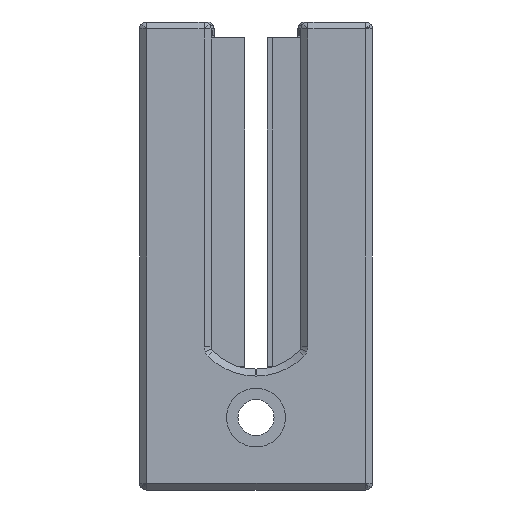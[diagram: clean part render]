
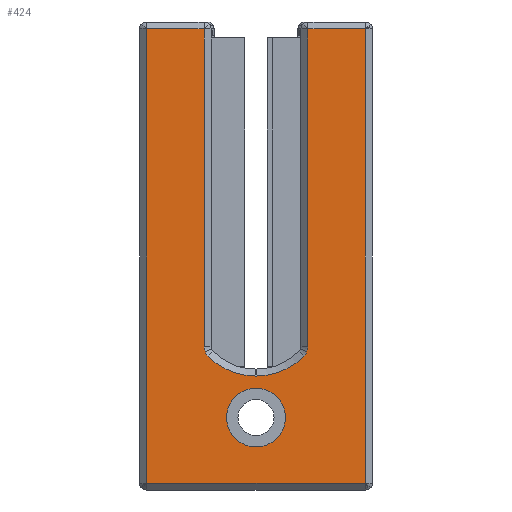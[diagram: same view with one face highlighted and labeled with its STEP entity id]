
A CAD part, left-side view. The second image highlights one B-rep face of the part: STEP entity #424.
In plain terms, the highlighted planar face has unit normal (-1, 0, 0).
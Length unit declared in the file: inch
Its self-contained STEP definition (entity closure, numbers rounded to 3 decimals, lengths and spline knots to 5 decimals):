
#424=ADVANCED_FACE('',(#895,#896),#897,.F.);
#895=FACE_OUTER_BOUND('',#1430,.T.);
#896=FACE_BOUND('',#1431,.T.);
#897=PLANE('',#1432);
#1430=EDGE_LOOP('',(#2510,#2511,#2512,#2513,#2514,#2515,#2516,#2517,#2518,#2519,#2520,#2521,#2522,#2523));
#1431=EDGE_LOOP('',(#2524,#2525,#2526,#2527,#2528,#2529));
#1432=AXIS2_PLACEMENT_3D('',#2530,#2531,#2532);
#2510=ORIENTED_EDGE('',*,*,#3238,.F.);
#2511=ORIENTED_EDGE('',*,*,#3376,.F.);
#2512=ORIENTED_EDGE('',*,*,#3401,.F.);
#2513=ORIENTED_EDGE('',*,*,#3383,.F.);
#2514=ORIENTED_EDGE('',*,*,#3599,.F.);
#2515=ORIENTED_EDGE('',*,*,#3600,.F.);
#2516=ORIENTED_EDGE('',*,*,#3587,.F.);
#2517=ORIENTED_EDGE('',*,*,#3601,.F.);
#2518=ORIENTED_EDGE('',*,*,#3465,.F.);
#2519=ORIENTED_EDGE('',*,*,#3459,.F.);
#2520=ORIENTED_EDGE('',*,*,#3602,.F.);
#2521=ORIENTED_EDGE('',*,*,#3603,.F.);
#2522=ORIENTED_EDGE('',*,*,#3584,.F.);
#2523=ORIENTED_EDGE('',*,*,#3212,.F.);
#2524=ORIENTED_EDGE('',*,*,#3349,.T.);
#2525=ORIENTED_EDGE('',*,*,#3604,.T.);
#2526=ORIENTED_EDGE('',*,*,#3605,.T.);
#2527=ORIENTED_EDGE('',*,*,#3389,.T.);
#2528=ORIENTED_EDGE('',*,*,#3252,.T.);
#2529=ORIENTED_EDGE('',*,*,#3501,.T.);
#2530=CARTESIAN_POINT('',(1.29064,0.14497,-2.03469));
#2531=DIRECTION('',(1.0,0.0,0.));
#2532=DIRECTION('',(0.,0.0,1.0));
#3212=EDGE_CURVE('',#3840,#3841,#3842,.T.);
#3238=EDGE_CURVE('',#3887,#3840,#3889,.T.);
#3252=EDGE_CURVE('',#3912,#3910,#3913,.T.);
#3349=EDGE_CURVE('',#4067,#4065,#4068,.T.);
#3376=EDGE_CURVE('',#3918,#3887,#4110,.T.);
#3383=EDGE_CURVE('',#4119,#4114,#4121,.T.);
#3389=EDGE_CURVE('',#4129,#3912,#4130,.T.);
#3401=EDGE_CURVE('',#4114,#3918,#4148,.T.);
#3459=EDGE_CURVE('',#4232,#4234,#4235,.T.);
#3465=EDGE_CURVE('',#4234,#4241,#4244,.T.);
#3501=EDGE_CURVE('',#3910,#4067,#4295,.T.);
#3584=EDGE_CURVE('',#3841,#3901,#4399,.T.);
#3587=EDGE_CURVE('',#4402,#4404,#4405,.T.);
#3599=EDGE_CURVE('',#4420,#4119,#4421,.T.);
#3600=EDGE_CURVE('',#4404,#4420,#4422,.T.);
#3601=EDGE_CURVE('',#4241,#4402,#4423,.T.);
#3602=EDGE_CURVE('',#4424,#4232,#4425,.T.);
#3603=EDGE_CURVE('',#3901,#4424,#4426,.T.);
#3604=EDGE_CURVE('',#4065,#4427,#4428,.T.);
#3605=EDGE_CURVE('',#4427,#4129,#4429,.T.);
#3840=VERTEX_POINT('',#4707);
#3841=VERTEX_POINT('',#4708);
#3842=LINE('',#4709,#4710);
#3887=VERTEX_POINT('',#4786);
#3889=LINE('',#4789,#4790);
#3901=VERTEX_POINT('',#4805);
#3910=VERTEX_POINT('',#4816);
#3912=VERTEX_POINT('',#4819);
#3913=CIRCLE('',#4820,0.09941);
#3918=VERTEX_POINT('',#4826);
#4065=VERTEX_POINT('',#5067);
#4067=VERTEX_POINT('',#5070);
#4068=LINE('',#5071,#5072);
#4110=LINE('',#5123,#5124);
#4114=VERTEX_POINT('',#5129);
#4119=VERTEX_POINT('',#5136);
#4121=LINE('',#5139,#5140);
#4129=VERTEX_POINT('',#5149);
#4130=LINE('',#5150,#5151);
#4148=LINE('',#5178,#5179);
#4232=VERTEX_POINT('',#5310);
#4234=VERTEX_POINT('',#5313);
#4235=CIRCLE('',#5314,0.04724);
#4241=VERTEX_POINT('',#5321);
#4244=CIRCLE('',#5325,0.22441);
#4295=CIRCLE('',#5395,0.09941);
#4399=LINE('',#5587,#5588);
#4402=VERTEX_POINT('',#5591);
#4404=VERTEX_POINT('',#5594);
#4405=CIRCLE('',#5595,0.22441);
#4420=VERTEX_POINT('',#5627);
#4421=CIRCLE('',#5628,0.04724);
#4422=CIRCLE('',#5629,0.04724);
#4423=LINE('',#5630,#5631);
#4424=VERTEX_POINT('',#5632);
#4425=CIRCLE('',#5633,0.04724);
#4426=LINE('',#5634,#5635);
#4427=VERTEX_POINT('',#5636);
#4428=CIRCLE('',#5637,0.09941);
#4429=CIRCLE('',#5638,0.09941);
#4707=CARTESIAN_POINT('',(1.29064,0.36937,0.02363));
#4708=CARTESIAN_POINT('',(1.29064,0.36937,1.5581));
#4709=CARTESIAN_POINT('',(1.29064,0.36937,-0.89564));
#4710=VECTOR('',#5939,1.0);
#4786=CARTESIAN_POINT('',(1.29064,-0.37079,0.02363));
#4789=CARTESIAN_POINT('',(1.29064,0.07213,0.02363));
#4790=VECTOR('',#5971,1.0);
#4805=CARTESIAN_POINT('',(1.29064,0.17486,1.5581));
#4816=CARTESIAN_POINT('',(1.29064,-0.10012,0.2449));
#4819=CARTESIAN_POINT('',(1.29064,-0.00268,0.34429));
#4820=AXIS2_PLACEMENT_3D('',#5987,#5988,#5989);
#4826=CARTESIAN_POINT('',(1.29064,-0.37079,1.5581));
#5067=CARTESIAN_POINT('',(1.29064,0.00126,0.14551));
#5070=CARTESIAN_POINT('',(1.29064,-0.00268,0.14551));
#5071=CARTESIAN_POINT('',(1.29064,-0.00071,0.14551));
#5072=VECTOR('',#6107,1.0);
#5123=CARTESIAN_POINT('',(1.29064,-0.37079,-0.89564));
#5124=VECTOR('',#6153,1.0);
#5129=CARTESIAN_POINT('',(1.29064,-0.17627,1.5581));
#5136=CARTESIAN_POINT('',(1.29064,-0.17627,0.48546));
#5139=CARTESIAN_POINT('',(1.29064,-0.17627,-1.12948));
#5140=VECTOR('',#6158,1.0);
#5149=CARTESIAN_POINT('',(1.29064,0.00126,0.34429));
#5150=CARTESIAN_POINT('',(1.29064,0.07213,0.34429));
#5151=VECTOR('',#6166,1.0);
#5178=CARTESIAN_POINT('',(1.29064,-0.00716,1.5581));
#5179=VECTOR('',#6176,1.0);
#5310=CARTESIAN_POINT('',(1.29064,0.17134,0.46757));
#5313=CARTESIAN_POINT('',(1.29064,0.16131,0.45235));
#5314=AXIS2_PLACEMENT_3D('',#6245,#6246,#6247);
#5321=CARTESIAN_POINT('',(1.29064,0.00126,0.38524));
#5325=AXIS2_PLACEMENT_3D('',#6256,#6257,#6258);
#5395=AXIS2_PLACEMENT_3D('',#6306,#6307,#6308);
#5587=CARTESIAN_POINT('',(1.29064,-0.00716,1.5581));
#5588=VECTOR('',#6402,1.0);
#5591=CARTESIAN_POINT('',(1.29064,-0.00268,0.38524));
#5594=CARTESIAN_POINT('',(1.29064,-0.16273,0.45235));
#5595=AXIS2_PLACEMENT_3D('',#6404,#6405,#6406);
#5627=CARTESIAN_POINT('',(1.29064,-0.17276,0.46757));
#5628=AXIS2_PLACEMENT_3D('',#6416,#6417,#6418);
#5629=AXIS2_PLACEMENT_3D('',#6419,#6420,#6421);
#5630=CARTESIAN_POINT('',(1.29064,0.07213,0.38524));
#5631=VECTOR('',#6422,1.0);
#5632=CARTESIAN_POINT('',(1.29064,0.17486,0.48546));
#5633=AXIS2_PLACEMENT_3D('',#6423,#6424,#6425);
#5634=CARTESIAN_POINT('',(1.29064,0.17486,-1.12948));
#5635=VECTOR('',#6426,1.0);
#5636=CARTESIAN_POINT('',(1.29064,0.0987,0.2449));
#5637=AXIS2_PLACEMENT_3D('',#6427,#6428,#6429);
#5638=AXIS2_PLACEMENT_3D('',#6430,#6431,#6432);
#5939=DIRECTION('',(0.,0.0,1.0));
#5971=DIRECTION('',(0.0,1.0,0.0));
#5987=CARTESIAN_POINT('',(1.29064,-0.00071,0.2449));
#5988=DIRECTION('',(1.0,0.,0.));
#5989=DIRECTION('',(0.,-1.0,0.));
#6107=DIRECTION('',(0.0,1.0,0.0));
#6153=DIRECTION('',(0.,0.0,-1.0));
#6158=DIRECTION('',(0.,0.0,1.0));
#6166=DIRECTION('',(0.0,-1.0,0.0));
#6176=DIRECTION('',(0.0,-1.0,0.0));
#6245=CARTESIAN_POINT('',(1.29064,0.12761,0.48546));
#6246=DIRECTION('',(-1.0,0.0,0.));
#6247=DIRECTION('',(0.,0.926,-0.379));
#6256=CARTESIAN_POINT('',(1.29064,0.00126,0.60965));
#6257=DIRECTION('',(-1.0,0.0,0.));
#6258=DIRECTION('',(0.,1.0,0.));
#6306=CARTESIAN_POINT('',(1.29064,-0.00071,0.2449));
#6307=DIRECTION('',(1.0,0.,0.));
#6308=DIRECTION('',(0.,-1.0,0.));
#6402=DIRECTION('',(0.0,-1.0,0.0));
#6404=CARTESIAN_POINT('',(1.29064,-0.00268,0.60965));
#6405=DIRECTION('',(-1.0,0.0,0.));
#6406=DIRECTION('',(0.,-1.0,0.));
#6416=CARTESIAN_POINT('',(1.29064,-0.12903,0.48546));
#6417=DIRECTION('',(-1.0,0.0,0.));
#6418=DIRECTION('',(0.,-0.926,-0.379));
#6419=CARTESIAN_POINT('',(1.29064,-0.12903,0.48546));
#6420=DIRECTION('',(-1.0,0.0,0.));
#6421=DIRECTION('',(0.,-0.926,-0.379));
#6422=DIRECTION('',(0.0,-1.0,0.0));
#6423=CARTESIAN_POINT('',(1.29064,0.12761,0.48546));
#6424=DIRECTION('',(-1.0,0.0,0.));
#6425=DIRECTION('',(0.,0.926,-0.379));
#6426=DIRECTION('',(0.,0.0,-1.0));
#6427=CARTESIAN_POINT('',(1.29064,-0.00071,0.2449));
#6428=DIRECTION('',(1.0,0.,0.));
#6429=DIRECTION('',(0.,-1.0,0.));
#6430=CARTESIAN_POINT('',(1.29064,-0.00071,0.2449));
#6431=DIRECTION('',(1.0,0.,0.));
#6432=DIRECTION('',(0.,-1.0,0.));
